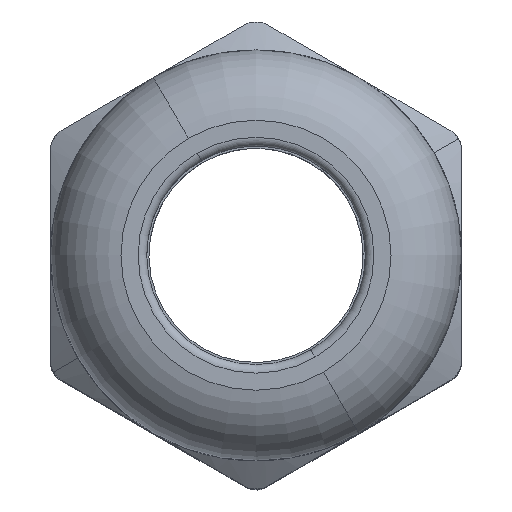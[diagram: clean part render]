
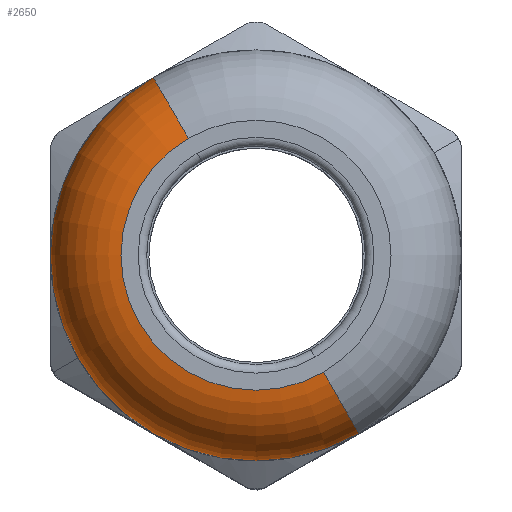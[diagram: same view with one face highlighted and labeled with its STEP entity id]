
A CAD part, top view. The second image highlights one B-rep face of the part: STEP entity #2650.
In plain terms, the highlighted toroidal (fillet/blend) face has major radius 7.247 mm and minor radius 4.753 mm.
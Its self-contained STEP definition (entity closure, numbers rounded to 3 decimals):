
#2487=AXIS2_PLACEMENT_3D('Circle Axis2P3D',#2485,#2486,$) ;
#2570=AXIS2_PLACEMENT_3D('Circle Axis2P3D',#2568,#2569,$) ;
#2599=AXIS2_PLACEMENT_3D('Circle Axis2P3D',#2597,#2598,$) ;
#2620=AXIS2_PLACEMENT_3D('Circle Axis2P3D',#2618,#2619,$) ;
#2636=AXIS2_PLACEMENT_3D('Torus Axis2P3D',#2633,#2634,#2635) ;
#2640=AXIS2_PLACEMENT_3D('Circle Axis2P3D',#2638,#2639,$) ;
#2482=CARTESIAN_POINT('Vertex',(18.,3.268,34.29)) ;
#2485=CARTESIAN_POINT('Axis2P3D Location',(12.,13.661,34.29)) ;
#2489=CARTESIAN_POINT('Vertex',(1.608,7.661,34.29)) ;
#2568=CARTESIAN_POINT('Axis2P3D Location',(12.,13.661,34.29)) ;
#2572=CARTESIAN_POINT('Vertex',(6.,24.053,34.29)) ;
#2597=CARTESIAN_POINT('Axis2P3D Location',(8.377,19.937,34.29)) ;
#2601=CARTESIAN_POINT('Vertex',(8.058,20.489,39.)) ;
#2615=CARTESIAN_POINT('Vertex',(15.943,6.832,39.)) ;
#2618=CARTESIAN_POINT('Axis2P3D Location',(15.623,7.385,34.29)) ;
#2633=CARTESIAN_POINT('Axis2P3D Location',(12.,13.661,34.29)) ;
#2638=CARTESIAN_POINT('Axis2P3D Location',(12.,13.661,39.)) ;
#2486=DIRECTION('Axis2P3D Direction',(0.,0.,-1.)) ;
#2569=DIRECTION('Axis2P3D Direction',(0.,0.,-1.)) ;
#2598=DIRECTION('Axis2P3D Direction',(-0.866,-0.5,0.)) ;
#2619=DIRECTION('Axis2P3D Direction',(0.866,0.5,0.)) ;
#2634=DIRECTION('Axis2P3D Direction',(0.,0.,-1.)) ;
#2635=DIRECTION('Axis2P3D XDirection',(0.5,-0.866,0.)) ;
#2639=DIRECTION('Axis2P3D Direction',(0.,0.,-1.)) ;
#2644=ORIENTED_EDGE('',*,*,#2603,.T.) ;
#2645=ORIENTED_EDGE('',*,*,#2574,.F.) ;
#2646=ORIENTED_EDGE('',*,*,#2491,.F.) ;
#2647=ORIENTED_EDGE('',*,*,#2622,.T.) ;
#2648=ORIENTED_EDGE('',*,*,#2642,.T.) ;
#2650=ADVANCED_FACE('VG_13.5_DG\\Hauptk\X2\00F6\X0\rper',(#2649),#2637,.T.) ;
#2488=CIRCLE('generated circle',#2487,12.) ;
#2571=CIRCLE('generated circle',#2570,12.) ;
#2600=CIRCLE('generated circle',#2599,4.753) ;
#2621=CIRCLE('generated circle',#2620,4.753) ;
#2641=CIRCLE('generated circle',#2640,7.885) ;
#2637=TOROIDAL_SURFACE('homeo Torus',#2636,7.247,4.753) ;
#2491=EDGE_CURVE('',#2483,#2490,#2488,.T.) ;
#2574=EDGE_CURVE('',#2490,#2573,#2571,.T.) ;
#2603=EDGE_CURVE('',#2602,#2573,#2600,.T.) ;
#2622=EDGE_CURVE('',#2483,#2616,#2621,.F.) ;
#2642=EDGE_CURVE('',#2616,#2602,#2641,.T.) ;
#2643=EDGE_LOOP('',(#2644,#2645,#2646,#2647,#2648)) ;
#2649=FACE_OUTER_BOUND('',#2643,.T.) ;
#2483=VERTEX_POINT('',#2482) ;
#2490=VERTEX_POINT('',#2489) ;
#2573=VERTEX_POINT('',#2572) ;
#2602=VERTEX_POINT('',#2601) ;
#2616=VERTEX_POINT('',#2615) ;
